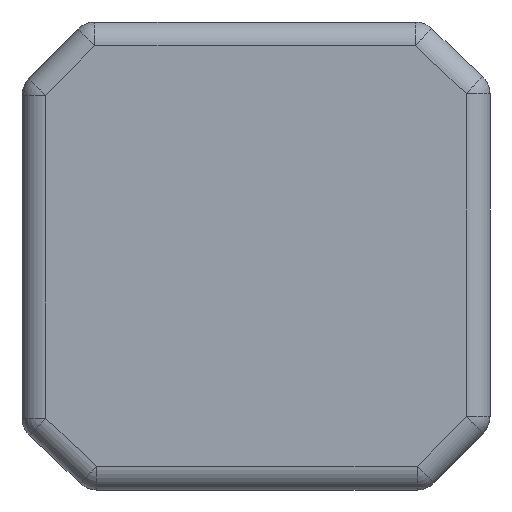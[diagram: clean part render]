
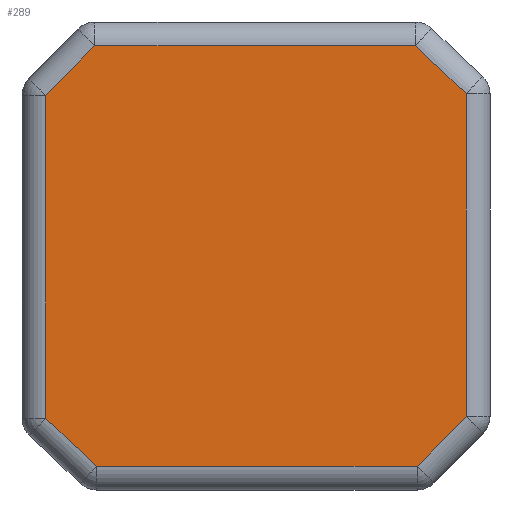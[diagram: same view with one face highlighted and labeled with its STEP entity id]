
A CAD part, front view. The second image highlights one B-rep face of the part: STEP entity #289.
In plain terms, the highlighted planar face has unit normal (0, -1, 0).
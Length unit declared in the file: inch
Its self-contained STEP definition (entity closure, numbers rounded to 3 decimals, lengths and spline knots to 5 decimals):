
#13 = CARTESIAN_POINT ( 'NONE',  ( -0.78816, 0., -1.72445 ) ) ;
#56 = EDGE_CURVE ( 'NONE', #809, #794, #499, .T. ) ;
#86 = CARTESIAN_POINT ( 'NONE',  ( 1.73184, 0., -1.38459 ) ) ;
#114 = ORIENTED_EDGE ( 'NONE', *, *, #648, .T. ) ;
#117 = CARTESIAN_POINT ( 'NONE',  ( 1.39703, 0., -1.72445 ) ) ;
#125 = ORIENTED_EDGE ( 'NONE', *, *, #1231, .T. ) ;
#150 = CARTESIAN_POINT ( 'NONE',  ( 1.57111, 0., -1.54775 ) ) ;
#219 = LINE ( 'NONE', #1096, #884 ) ;
#221 = DIRECTION ( 'NONE',  ( -0.726, 0., 0.687 ) ) ;
#242 = DIRECTION ( 'NONE',  ( -1., 0., 0. ) ) ;
#289 = ADVANCED_FACE ( 'NONE', ( #1550 ), #638, .F. ) ;
#301 = EDGE_LOOP ( 'NONE', ( #114, #125, #1775, #644, #763, #646, #1134, #496 ) ) ;
#311 = LINE ( 'NONE', #150, #1449 ) ;
#406 = DIRECTION ( 'NONE',  ( 1., 0., 0. ) ) ;
#445 = DIRECTION ( 'NONE',  ( 0., 1., 0. ) ) ;
#458 = VECTOR ( 'NONE', #1319, 39.37008 ) ;
#496 = ORIENTED_EDGE ( 'NONE', *, *, #1129, .T. ) ;
#499 = LINE ( 'NONE', #1180, #458 ) ;
#505 = VECTOR ( 'NONE', #1489, 39.37008 ) ;
#509 = VERTEX_POINT ( 'NONE', #86 ) ;
#515 = CARTESIAN_POINT ( 'NONE',  ( -0.97637, 0., 0.96186 ) ) ;
#534 = EDGE_CURVE ( 'NONE', #1777, #509, #311, .T. ) ;
#551 = VERTEX_POINT ( 'NONE', #1590 ) ;
#557 = VERTEX_POINT ( 'NONE', #1291 ) ;
#568 = VECTOR ( 'NONE', #1860, 39.37008 ) ;
#638 = PLANE ( 'NONE',  #807 ) ;
#644 = ORIENTED_EDGE ( 'NONE', *, *, #1056, .T. ) ;
#646 = ORIENTED_EDGE ( 'NONE', *, *, #534, .T. ) ;
#648 = EDGE_CURVE ( 'NONE', #551, #1562, #219, .T. ) ;
#714 = VECTOR ( 'NONE', #406, 39.37008 ) ;
#716 = CARTESIAN_POINT ( 'NONE',  ( -0.79935, 0., 1.14155 ) ) ;
#763 = ORIENTED_EDGE ( 'NONE', *, *, #1739, .T. ) ;
#777 = CARTESIAN_POINT ( 'NONE',  ( 1.22447, 0., 1.29422 ) ) ;
#792 = CARTESIAN_POINT ( 'NONE',  ( -1.13416, 0., 0.80169 ) ) ;
#794 = VERTEX_POINT ( 'NONE', #1658 ) ;
#807 = AXIS2_PLACEMENT_3D ( 'NONE', #1304, #445, #1450 ) ;
#809 = VERTEX_POINT ( 'NONE', #792 ) ;
#884 = VECTOR ( 'NONE', #242, 39.37008 ) ;
#887 = LINE ( 'NONE', #1046, #505 ) ;
#990 = LINE ( 'NONE', #515, #568 ) ;
#1046 = CARTESIAN_POINT ( 'NONE',  ( -1.23317, 0., -1.30342 ) ) ;
#1056 = EDGE_CURVE ( 'NONE', #794, #1302, #887, .T. ) ;
#1092 = VECTOR ( 'NONE', #221, 39.37008 ) ;
#1096 = CARTESIAN_POINT ( 'NONE',  ( 0., 0., 1.14155 ) ) ;
#1101 = LINE ( 'NONE', #1266, #714 ) ;
#1114 = VECTOR ( 'NONE', #1729, 39.37008 ) ;
#1129 = EDGE_CURVE ( 'NONE', #557, #551, #1135, .T. ) ;
#1134 = ORIENTED_EDGE ( 'NONE', *, *, #1312, .T. ) ;
#1135 = LINE ( 'NONE', #777, #1092 ) ;
#1149 = DIRECTION ( 'NONE',  ( 0.702, 0., 0.712 ) ) ;
#1180 = CARTESIAN_POINT ( 'NONE',  ( -1.13416, 0., 0. ) ) ;
#1231 = EDGE_CURVE ( 'NONE', #1562, #809, #990, .T. ) ;
#1266 = CARTESIAN_POINT ( 'NONE',  ( 0., 0., -1.72445 ) ) ;
#1291 = CARTESIAN_POINT ( 'NONE',  ( 1.73184, 0., 0.8142 ) ) ;
#1302 = VERTEX_POINT ( 'NONE', #13 ) ;
#1304 = CARTESIAN_POINT ( 'NONE',  ( 0., 0., 0. ) ) ;
#1312 = EDGE_CURVE ( 'NONE', #509, #557, #1497, .T. ) ;
#1319 = DIRECTION ( 'NONE',  ( 0., 0., -1. ) ) ;
#1430 = CARTESIAN_POINT ( 'NONE',  ( 1.73184, 0., 0. ) ) ;
#1449 = VECTOR ( 'NONE', #1149, 39.37008 ) ;
#1450 = DIRECTION ( 'NONE',  ( 0., 0., 1. ) ) ;
#1489 = DIRECTION ( 'NONE',  ( 0.726, 0., -0.687 ) ) ;
#1497 = LINE ( 'NONE', #1430, #1114 ) ;
#1550 = FACE_OUTER_BOUND ( 'NONE', #301, .T. ) ;
#1562 = VERTEX_POINT ( 'NONE', #716 ) ;
#1590 = CARTESIAN_POINT ( 'NONE',  ( 1.38584, 0., 1.14155 ) ) ;
#1658 = CARTESIAN_POINT ( 'NONE',  ( -1.13416, 0., -1.3971 ) ) ;
#1729 = DIRECTION ( 'NONE',  ( 0., 0., 1. ) ) ;
#1739 = EDGE_CURVE ( 'NONE', #1302, #1777, #1101, .T. ) ;
#1775 = ORIENTED_EDGE ( 'NONE', *, *, #56, .T. ) ;
#1777 = VERTEX_POINT ( 'NONE', #117 ) ;
#1860 = DIRECTION ( 'NONE',  ( -0.702, 0., -0.712 ) ) ;
